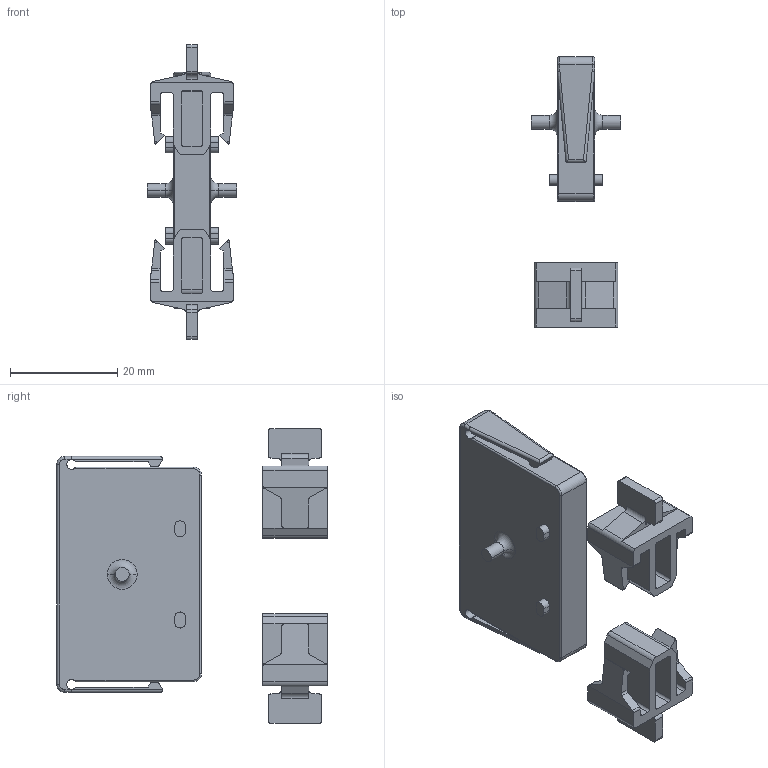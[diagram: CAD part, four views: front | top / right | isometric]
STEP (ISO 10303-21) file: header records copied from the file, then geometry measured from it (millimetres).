
FILE_DESCRIPTION (( 'STEP AP203' ), '1' );
FILE_NAME ('LG10899.STEP', '2021-08-04T03:30:48', ( '' ), ( '' ), 'SwSTEP 2.0', 'SolidWorks 2019', '' );
FILE_SCHEMA (( 'CONFIG_CONTROL_DESIGN' ));
Length unit declared in the file: millimetre
Products named in the file (3): P418; L10899; LG10899
Assembly tree (3 placements, depth 2):
  LG10899
    P418  x2
    L10899
Bounding box: 16.6 x 50.45 x 55 mm (x, y, z)
Volume: 10269.4 mm3; surface area: 6914.7 mm2
Topology: 3 solids, 3 shells, 246 faces, 674 edges, 440 vertices
Faces by surface type: plane 130, cylinder 104, torus 12
Entity records: 5525 total; most frequent: CARTESIAN_POINT 1084, ORIENTED_EDGE 880, DIRECTION 864, EDGE_CURVE 440, AXIS2_PLACEMENT_3D 296, VERTEX_POINT 284, VECTOR 272, LINE 272
